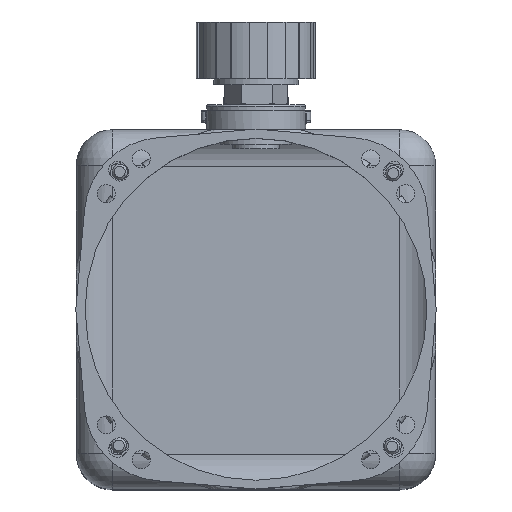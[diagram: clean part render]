
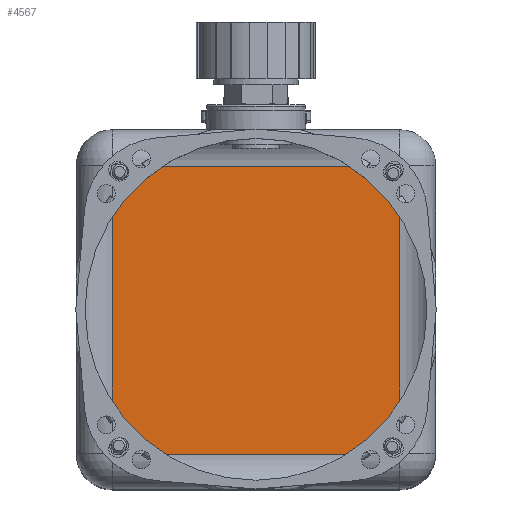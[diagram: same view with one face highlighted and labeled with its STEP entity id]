
A CAD part, top view. The second image highlights one B-rep face of the part: STEP entity #4567.
In plain terms, the highlighted planar face has unit normal (0, 0, -1).
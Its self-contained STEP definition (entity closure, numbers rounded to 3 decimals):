
#69 = CARTESIAN_POINT ( 'NONE',  ( 63.5, 63.5, -215.9 ) ) ;
#119 = VECTOR ( 'NONE', #1778, 1000. ) ;
#172 = VECTOR ( 'NONE', #6061, 1000. ) ;
#306 = VERTEX_POINT ( 'NONE', #11934 ) ;
#465 = EDGE_CURVE ( 'NONE', #3541, #4354, #8803, .T. ) ;
#855 = ORIENTED_EDGE ( 'NONE', *, *, #3364, .T. ) ;
#922 = LINE ( 'NONE', #2013, #6810 ) ;
#990 = DIRECTION ( 'NONE',  ( 0., 0., 1. ) ) ;
#1013 = EDGE_CURVE ( 'NONE', #306, #12784, #6886, .T. ) ;
#1778 = DIRECTION ( 'NONE',  ( -1., 0., 0. ) ) ;
#1959 = FACE_OUTER_BOUND ( 'NONE', #11822, .T. ) ;
#2013 = CARTESIAN_POINT ( 'NONE',  ( -50.8, 50.8, -215.9 ) ) ;
#2858 = DIRECTION ( 'NONE',  ( 0., 1., 0. ) ) ;
#3315 = CARTESIAN_POINT ( 'NONE',  ( 50.8, -50.8, -215.9 ) ) ;
#3364 = EDGE_CURVE ( 'NONE', #4354, #306, #922, .T. ) ;
#3541 = VERTEX_POINT ( 'NONE', #3315 ) ;
#3728 = ORIENTED_EDGE ( 'NONE', *, *, #465, .T. ) ;
#3960 = DIRECTION ( 'NONE',  ( 1., 0., 0. ) ) ;
#4027 = DIRECTION ( 'NONE',  ( 0., -1., 0. ) ) ;
#4354 = VERTEX_POINT ( 'NONE', #11460 ) ;
#4567 = ADVANCED_FACE ( 'NONE', ( #1959 ), #10830, .F. ) ;
#4655 = CARTESIAN_POINT ( 'NONE',  ( 50.8, 50.8, -215.9 ) ) ;
#4836 = ORIENTED_EDGE ( 'NONE', *, *, #1013, .T. ) ;
#6061 = DIRECTION ( 'NONE',  ( 0., -1., 0. ) ) ;
#6180 = AXIS2_PLACEMENT_3D ( 'NONE', #69, #990, #4027 ) ;
#6350 = VECTOR ( 'NONE', #3960, 1000. ) ;
#6717 = EDGE_CURVE ( 'NONE', #12784, #3541, #10582, .T. ) ;
#6810 = VECTOR ( 'NONE', #2858, 1000. ) ;
#6886 = LINE ( 'NONE', #12039, #6350 ) ;
#8803 = LINE ( 'NONE', #9645, #119 ) ;
#9105 = ORIENTED_EDGE ( 'NONE', *, *, #6717, .T. ) ;
#9645 = CARTESIAN_POINT ( 'NONE',  ( 63.5, -50.8, -215.9 ) ) ;
#10582 = LINE ( 'NONE', #12779, #172 ) ;
#10830 = PLANE ( 'NONE',  #6180 ) ;
#11460 = CARTESIAN_POINT ( 'NONE',  ( -50.8, -50.8, -215.9 ) ) ;
#11822 = EDGE_LOOP ( 'NONE', ( #4836, #9105, #3728, #855 ) ) ;
#11934 = CARTESIAN_POINT ( 'NONE',  ( -50.8, 50.8, -215.9 ) ) ;
#12039 = CARTESIAN_POINT ( 'NONE',  ( 63.5, 50.8, -215.9 ) ) ;
#12779 = CARTESIAN_POINT ( 'NONE',  ( 50.8, -50.8, -215.9 ) ) ;
#12784 = VERTEX_POINT ( 'NONE', #4655 ) ;
